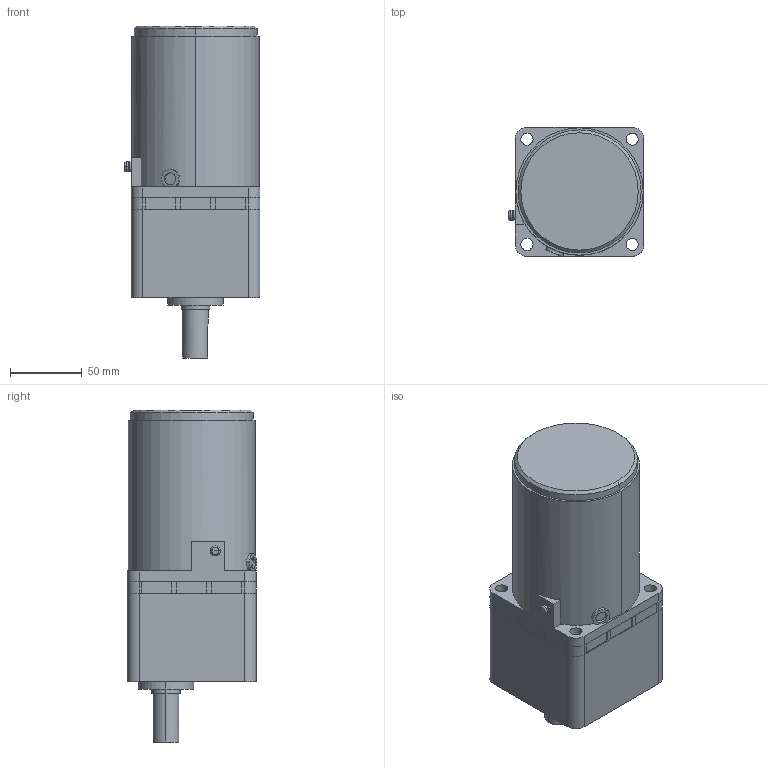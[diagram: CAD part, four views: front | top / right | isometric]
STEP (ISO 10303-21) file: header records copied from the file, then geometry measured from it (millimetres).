
FILE_DESCRIPTION (( 'STEP AP203' ), '1' );
FILE_NAME ('A1223C.STEP', '2015-04-03T04:46:18', ( 'om' ), ( 'Hewlett-Packard Company' ), 'SwSTEP 2.0', 'SolidWorks 2014', '' );
FILE_SCHEMA (( 'CONFIG_CONTROL_DESIGN' ));
Length unit declared in the file: millimetre
Products named in the file (1): A1223C
Bounding box: 95 x 90.43 x 232 mm (x, y, z)
Volume: 1313072.7 mm3; surface area: 104027.7 mm2
Topology: 2 solids, 3 shells, 218 faces, 543 edges, 346 vertices
Faces by surface type: plane 109, cylinder 97, cone 8, torus 2, sphere 2
Entity records: 6669 total; most frequent: CARTESIAN_POINT 1208, DIRECTION 1173, ORIENTED_EDGE 1082, EDGE_CURVE 541, AXIS2_PLACEMENT_3D 418, VERTEX_POINT 346, LINE 337, VECTOR 337
